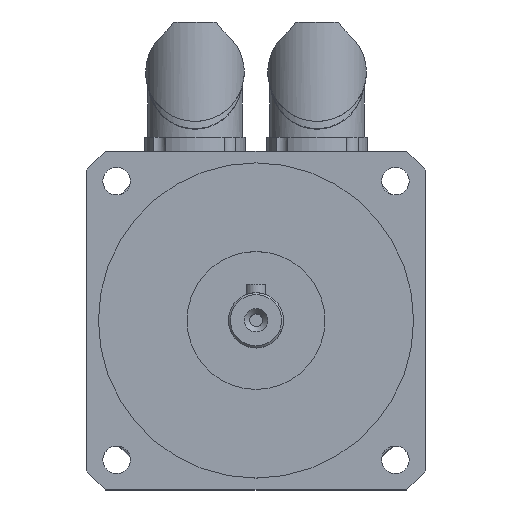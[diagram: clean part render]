
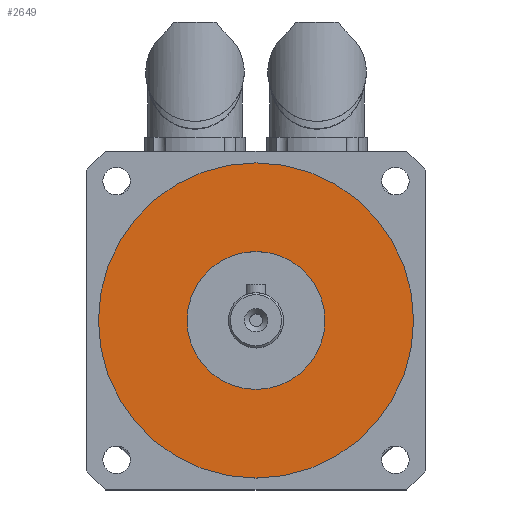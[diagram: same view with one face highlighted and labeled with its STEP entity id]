
A CAD part, top view. The second image highlights one B-rep face of the part: STEP entity #2649.
In plain terms, the highlighted planar face has unit normal (0, 0, 1).
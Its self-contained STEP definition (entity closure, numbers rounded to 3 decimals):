
#196=PLANE('',#2817);
#272=CIRCLE('',#2812,17.5);
#273=CIRCLE('',#2815,40.);
#861=VERTEX_POINT('',#4401);
#862=VERTEX_POINT('',#4405);
#1173=EDGE_CURVE('',#861,#861,#272,.T.);
#1174=EDGE_CURVE('',#862,#862,#273,.T.);
#1595=ORIENTED_EDGE('',*,*,#1174,.F.);
#1596=ORIENTED_EDGE('',*,*,#1173,.T.);
#2246=EDGE_LOOP('',(#1595));
#2247=EDGE_LOOP('',(#1596));
#2454=FACE_BOUND('',#2246,.T.);
#2455=FACE_BOUND('',#2247,.T.);
#2649=ADVANCED_FACE('',(#2454,#2455),#196,.F.);
#2812=AXIS2_PLACEMENT_3D('',#4400,#3170,#3171);
#2815=AXIS2_PLACEMENT_3D('',#4404,#3175,#3176);
#2817=AXIS2_PLACEMENT_3D('',#4408,#3179,$);
#3170=DIRECTION('',(0.,0.,-1.));
#3171=DIRECTION('',(-17.5,0.,0.));
#3175=DIRECTION('',(0.,0.,-1.));
#3176=DIRECTION('',(-40.,0.,0.));
#3179=DIRECTION('',(0.,0.,-1.));
#4400=CARTESIAN_POINT('',(0.,0.,177.));
#4401=CARTESIAN_POINT('',(17.5,0.,177.));
#4404=CARTESIAN_POINT('',(0.,0.,177.));
#4405=CARTESIAN_POINT('',(40.,0.,177.));
#4408=CARTESIAN_POINT('',(0.,0.,177.));
